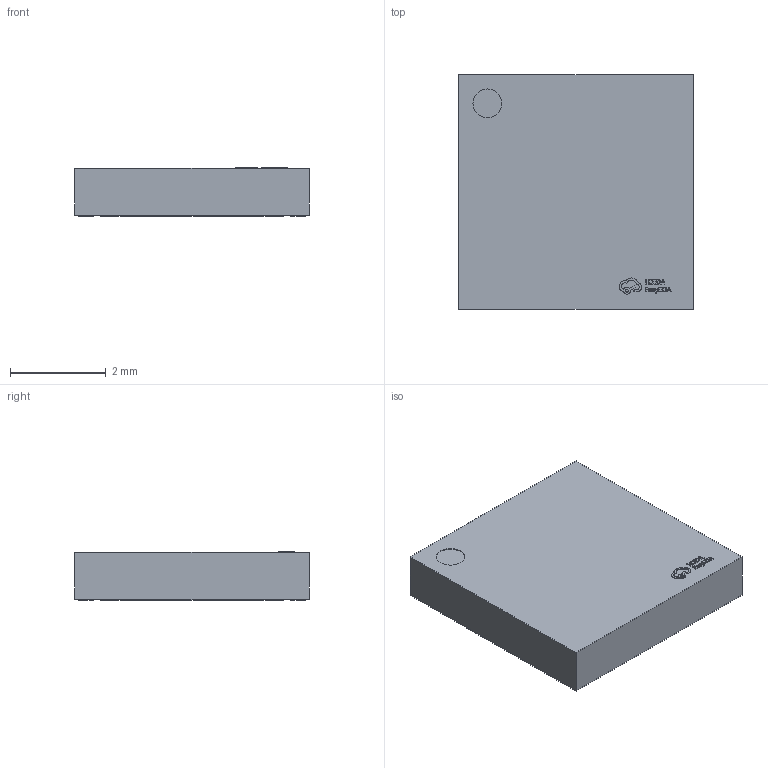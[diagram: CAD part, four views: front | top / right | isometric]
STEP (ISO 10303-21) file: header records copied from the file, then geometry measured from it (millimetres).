
FILE_DESCRIPTION (( 'STEP AP214' ), '1' );
FILE_NAME ('QFN-32_L5.0-W5.0-H1.0-P0.50-TL-EP3.5.step', '2022-07-15T03:16:18', ( '' ), ( '' ), 'SwSTEP 2.0', 'SolidWorks 2020', '' );
FILE_SCHEMA (( 'AUTOMOTIVE_DESIGN' ));
Length unit declared in the file: millimetre
Products named in the file (1): QFN-32_L5.0-W5.0-H1.0-P0.50-TL-EP3.5
Bounding box: 4.9 x 4.9 x 1.01 mm (x, y, z)
Surface area: 119.3 mm2
Topology: 66 solids, 66 shells, 1032 faces, 2523 edges, 1682 vertices
Faces by surface type: plane 728, cylinder 192, bspline 112
Entity records: 42641 total; most frequent: CARTESIAN_POINT 7342, ORIENTED_EDGE 5046, DIRECTION 4521, EDGE_CURVE 2523, VECTOR 1911, LINE 1911, VERTEX_POINT 1682, AXIS2_PLACEMENT_3D 1305
